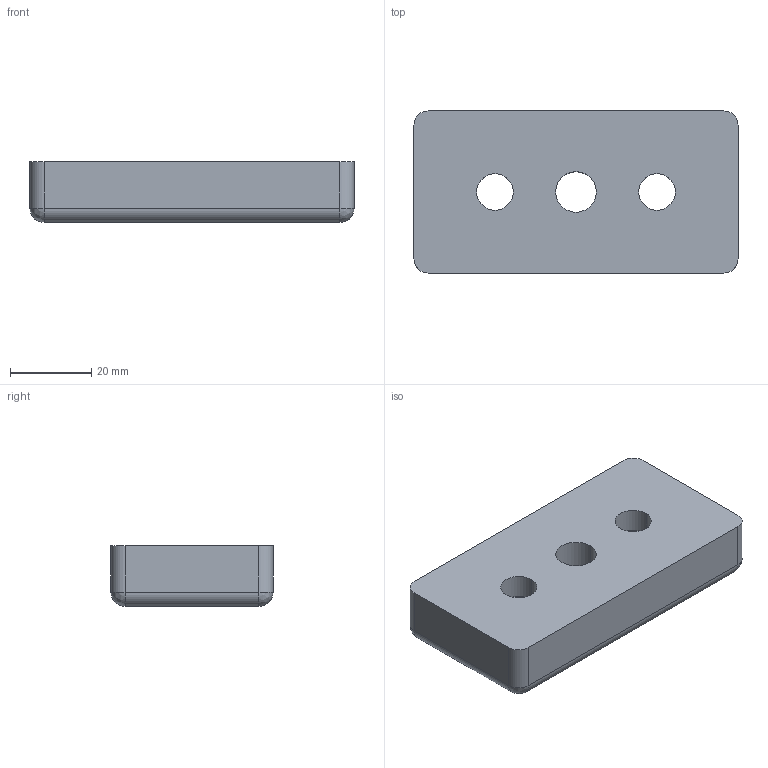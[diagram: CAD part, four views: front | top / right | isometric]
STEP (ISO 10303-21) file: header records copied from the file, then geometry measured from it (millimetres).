
FILE_DESCRIPTION((''),'2;1');
FILE_NAME('SZ0212V.stp','2009-07-27T13:34:55',(''),(''),'Mechanical Desktop 2007','Mechanical Desktop 2007',', , ');
FILE_SCHEMA(('CONFIG_CONTROL_DESIGN'));
Length unit declared in the file: millimetre
Products named in the file (1): SZ0212V
Bounding box: 80 x 40 x 15 mm (x, y, z)
Volume: 42117.2 mm3; surface area: 10778.8 mm2
Topology: 1 solids, 1 shells, 30 faces, 70 edges, 40 vertices
Faces by surface type: bspline 28, cylinder 2
Entity records: 1233 total; most frequent: CARTESIAN_POINT 537, ORIENTED_EDGE 132, DIRECTION 108, EDGE_CURVE 66, VERTEX_POINT 40, AXIS2_PLACEMENT_3D 39, EDGE_LOOP 38, CIRCLE 36
